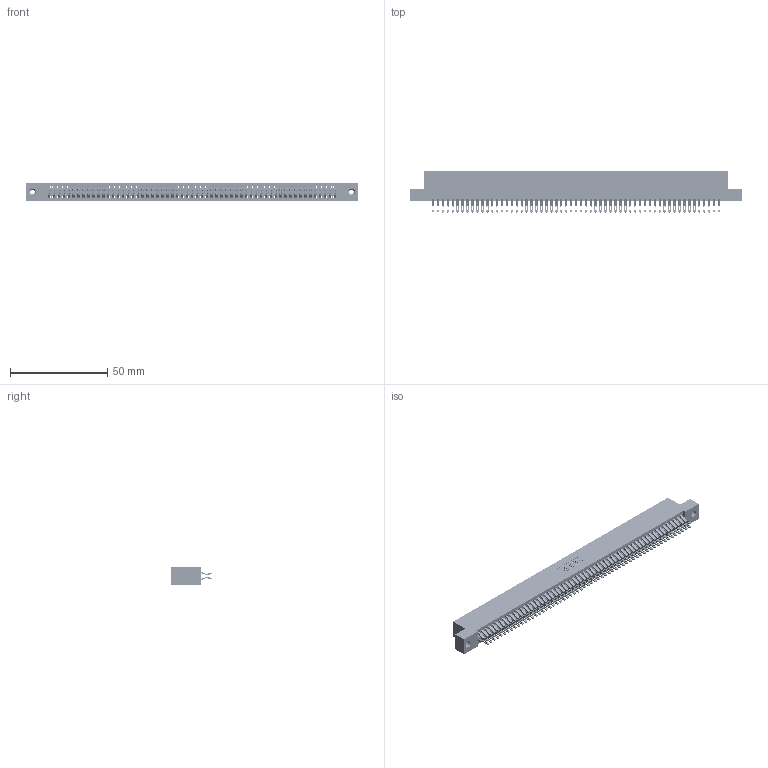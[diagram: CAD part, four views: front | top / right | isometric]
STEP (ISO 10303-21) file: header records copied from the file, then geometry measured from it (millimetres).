
FILE_DESCRIPTION (( 'STEP AP203' ), '1' );
FILE_NAME ('345-118-555-208.STEP', '2019-11-05T21:15:15', ( '' ), ( '' ), 'SwSTEP 2.0', 'SolidWorks 2016', '' );
FILE_SCHEMA (( 'CONFIG_CONTROL_DESIGN' ));
Length unit declared in the file: inch
Products named in the file (4): 345-250-001_345-250-003-102; 345-118-555-208; 345 Part_Flush Mounting Lugs - 0.156 Dia-TI; 345-292-001_555 Tail
Assembly tree (121 placements, depth 2):
  345-118-555-208
    345 Part_Flush Mounting Lugs - 0.156 Dia-TI
    345-292-001_555 Tail  x118
    345-250-001_345-250-003-102  x2
Bounding box: 171.07 x 21.13 x 9.4 mm (x, y, z)
Volume: 17111.4 mm3; surface area: 26826.6 mm2
Topology: 121 solids, 121 shells, 6794 faces, 21363 edges, 14234 vertices
Faces by surface type: plane 3770, cylinder 3008, cone 12, torus 4
Entity records: 45516 total; most frequent: CARTESIAN_POINT 7629, ORIENTED_EDGE 7526, DIRECTION 6701, EDGE_CURVE 3763, LINE 3355, VECTOR 3355, VERTEX_POINT 2504, AXIS2_PLACEMENT_3D 1673
